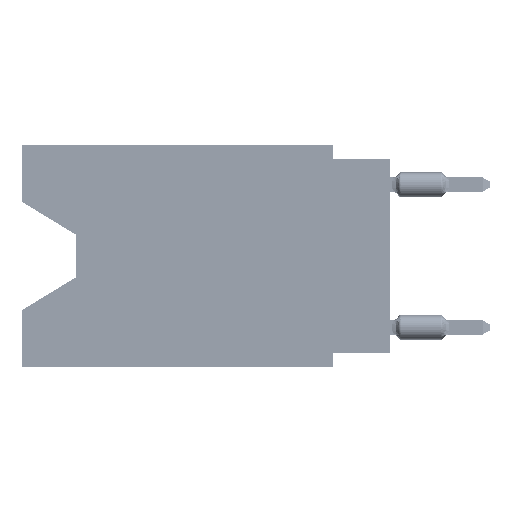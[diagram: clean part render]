
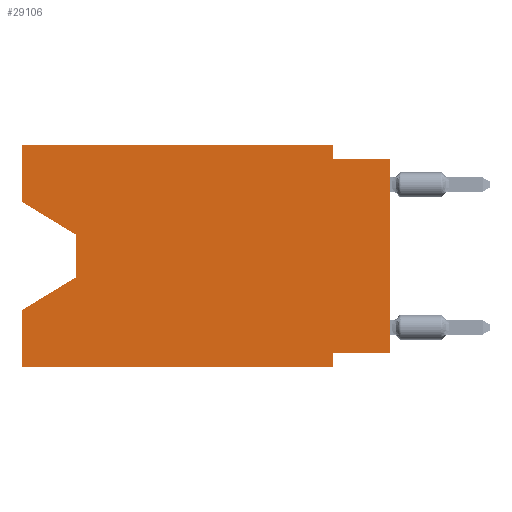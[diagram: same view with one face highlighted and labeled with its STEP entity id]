
A CAD part, left-side view. The second image highlights one B-rep face of the part: STEP entity #29106.
In plain terms, the highlighted planar face has unit normal (-1, 0, 0).
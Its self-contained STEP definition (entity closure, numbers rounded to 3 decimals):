
#223 = CARTESIAN_POINT ( 'NONE',  ( 0., 2.54, 0. ) ) ;
#937 = LINE ( 'NONE', #72604, #6858 ) ;
#956 = EDGE_CURVE ( 'NONE', #8483, #34922, #70836, .T. ) ;
#4311 = ORIENTED_EDGE ( 'NONE', *, *, #42279, .T. ) ;
#5633 = DIRECTION ( 'NONE',  ( 1., 0., 0. ) ) ;
#6060 = DIRECTION ( 'NONE',  ( 0., 0., -1. ) ) ;
#6858 = VECTOR ( 'NONE', #20035, 1000. ) ;
#7341 = EDGE_CURVE ( 'NONE', #43776, #76502, #70185, .T. ) ;
#7915 = LINE ( 'NONE', #13129, #70496 ) ;
#8257 = VERTEX_POINT ( 'NONE', #32454 ) ;
#8483 = VERTEX_POINT ( 'NONE', #60673 ) ;
#9193 = DIRECTION ( 'NONE',  ( 0., 0., -1. ) ) ;
#10883 = CARTESIAN_POINT ( 'NONE',  ( 0., 16.383, 0. ) ) ;
#10937 = VERTEX_POINT ( 'NONE', #59959 ) ;
#11674 = ORIENTED_EDGE ( 'NONE', *, *, #57520, .F. ) ;
#12959 = ORIENTED_EDGE ( 'NONE', *, *, #62378, .F. ) ;
#13129 = CARTESIAN_POINT ( 'NONE',  ( 0., 16.383, -9.906 ) ) ;
#14551 = CARTESIAN_POINT ( 'NONE',  ( 0., 0., -9.271 ) ) ;
#14623 = LINE ( 'NONE', #34573, #48240 ) ;
#15909 = CARTESIAN_POINT ( 'NONE',  ( 0., 16.383, 0. ) ) ;
#17251 = VECTOR ( 'NONE', #27563, 1000. ) ;
#18438 = VERTEX_POINT ( 'NONE', #20721 ) ;
#19941 = CARTESIAN_POINT ( 'NONE',  ( 0., 16.383, -2.546 ) ) ;
#20035 = DIRECTION ( 'NONE',  ( 0., -0.855, -0.519 ) ) ;
#20393 = VECTOR ( 'NONE', #26379, 1000. ) ;
#20721 = CARTESIAN_POINT ( 'NONE',  ( 0., 0., -0.635 ) ) ;
#24918 = CARTESIAN_POINT ( 'NONE',  ( 0., 13.97, -4.013 ) ) ;
#25140 = CARTESIAN_POINT ( 'NONE',  ( 0., 16.383, -7.36 ) ) ;
#25387 = EDGE_CURVE ( 'NONE', #34412, #8483, #78955, .T. ) ;
#25493 = EDGE_CURVE ( 'NONE', #69289, #10937, #14623, .T. ) ;
#25521 = DIRECTION ( 'NONE',  ( 0., 0., -1. ) ) ;
#26305 = VECTOR ( 'NONE', #9193, 1000. ) ;
#26379 = DIRECTION ( 'NONE',  ( 0., 0., 1. ) ) ;
#27563 = DIRECTION ( 'NONE',  ( 0., -1., 0. ) ) ;
#27902 = DIRECTION ( 'NONE',  ( 0., 0., -1. ) ) ;
#28719 = ORIENTED_EDGE ( 'NONE', *, *, #7341, .F. ) ;
#29106 = ADVANCED_FACE ( 'NONE', ( #39453 ), #59881, .F. ) ;
#31612 = CARTESIAN_POINT ( 'NONE',  ( 0., 0., 0. ) ) ;
#32454 = CARTESIAN_POINT ( 'NONE',  ( 0., 2.54, -9.906 ) ) ;
#32735 = CARTESIAN_POINT ( 'NONE',  ( 0., 16.383, 0. ) ) ;
#32948 = CARTESIAN_POINT ( 'NONE',  ( 0., 16.383, 0. ) ) ;
#34412 = VERTEX_POINT ( 'NONE', #24918 ) ;
#34573 = CARTESIAN_POINT ( 'NONE',  ( 0., 0., -9.271 ) ) ;
#34922 = VERTEX_POINT ( 'NONE', #25140 ) ;
#35732 = VECTOR ( 'NONE', #25521, 1000. ) ;
#36507 = CARTESIAN_POINT ( 'NONE',  ( 0., 13.97, -5.893 ) ) ;
#37128 = DIRECTION ( 'NONE',  ( 0., 0., 1. ) ) ;
#38258 = ORIENTED_EDGE ( 'NONE', *, *, #74412, .F. ) ;
#38890 = ORIENTED_EDGE ( 'NONE', *, *, #25387, .T. ) ;
#39384 = LINE ( 'NONE', #32735, #84281 ) ;
#39453 = FACE_OUTER_BOUND ( 'NONE', #48006, .T. ) ;
#41592 = ORIENTED_EDGE ( 'NONE', *, *, #51235, .T. ) ;
#42279 = EDGE_CURVE ( 'NONE', #43776, #34412, #937, .T. ) ;
#43477 = CARTESIAN_POINT ( 'NONE',  ( 0., 16.383, -9.906 ) ) ;
#43776 = VERTEX_POINT ( 'NONE', #19941 ) ;
#46324 = LINE ( 'NONE', #31612, #20393 ) ;
#47414 = CARTESIAN_POINT ( 'NONE',  ( 0., 2.54, 0. ) ) ;
#47973 = VERTEX_POINT ( 'NONE', #43477 ) ;
#48006 = EDGE_LOOP ( 'NONE', ( #4311, #38890, #74814, #80201, #69486, #12959, #84002, #41592, #78670, #38258, #11674, #28719 ) ) ;
#48240 = VECTOR ( 'NONE', #61514, 1000. ) ;
#49466 = EDGE_CURVE ( 'NONE', #55654, #18438, #59713, .T. ) ;
#49538 = DIRECTION ( 'NONE',  ( 0., 0.855, -0.519 ) ) ;
#51235 = EDGE_CURVE ( 'NONE', #69289, #18438, #46324, .T. ) ;
#51804 = VERTEX_POINT ( 'NONE', #223 ) ;
#52257 = EDGE_CURVE ( 'NONE', #47973, #8257, #7915, .T. ) ;
#52338 = CARTESIAN_POINT ( 'NONE',  ( 0., 0., -0.635 ) ) ;
#55489 = VECTOR ( 'NONE', #49538, 1000. ) ;
#55654 = VERTEX_POINT ( 'NONE', #74211 ) ;
#57520 = EDGE_CURVE ( 'NONE', #76502, #51804, #85335, .T. ) ;
#59713 = LINE ( 'NONE', #52338, #17251 ) ;
#59881 = PLANE ( 'NONE',  #67797 ) ;
#59959 = CARTESIAN_POINT ( 'NONE',  ( 0., 2.54, -9.271 ) ) ;
#60673 = CARTESIAN_POINT ( 'NONE',  ( 0., 13.97, -5.893 ) ) ;
#60887 = DIRECTION ( 'NONE',  ( 0., -1., 0. ) ) ;
#61514 = DIRECTION ( 'NONE',  ( 0., 1., 0. ) ) ;
#61721 = CARTESIAN_POINT ( 'NONE',  ( 0., 2.54, -9.906 ) ) ;
#62152 = LINE ( 'NONE', #61721, #26305 ) ;
#62378 = EDGE_CURVE ( 'NONE', #10937, #8257, #62152, .T. ) ;
#65933 = VECTOR ( 'NONE', #37128, 1000. ) ;
#66632 = CARTESIAN_POINT ( 'NONE',  ( 0., 16.383, 0. ) ) ;
#67015 = LINE ( 'NONE', #47414, #81177 ) ;
#67797 = AXIS2_PLACEMENT_3D ( 'NONE', #32948, #5633, #6060 ) ;
#69289 = VERTEX_POINT ( 'NONE', #14551 ) ;
#69486 = ORIENTED_EDGE ( 'NONE', *, *, #52257, .T. ) ;
#70185 = LINE ( 'NONE', #15909, #65933 ) ;
#70496 = VECTOR ( 'NONE', #60887, 1000. ) ;
#70836 = LINE ( 'NONE', #36507, #55489 ) ;
#72604 = CARTESIAN_POINT ( 'NONE',  ( 0., 16.383, -2.546 ) ) ;
#73718 = CARTESIAN_POINT ( 'NONE',  ( 0., 13.97, -4.013 ) ) ;
#74211 = CARTESIAN_POINT ( 'NONE',  ( 0., 2.54, -0.635 ) ) ;
#74412 = EDGE_CURVE ( 'NONE', #51804, #55654, #67015, .T. ) ;
#74814 = ORIENTED_EDGE ( 'NONE', *, *, #956, .T. ) ;
#76502 = VERTEX_POINT ( 'NONE', #10883 ) ;
#78333 = EDGE_CURVE ( 'NONE', #47973, #34922, #39384, .T. ) ;
#78384 = DIRECTION ( 'NONE',  ( 0., -1., 0. ) ) ;
#78670 = ORIENTED_EDGE ( 'NONE', *, *, #49466, .F. ) ;
#78955 = LINE ( 'NONE', #73718, #35732 ) ;
#79225 = DIRECTION ( 'NONE',  ( 0., 0., 1. ) ) ;
#79891 = VECTOR ( 'NONE', #78384, 1000. ) ;
#80201 = ORIENTED_EDGE ( 'NONE', *, *, #78333, .F. ) ;
#81177 = VECTOR ( 'NONE', #27902, 1000. ) ;
#84002 = ORIENTED_EDGE ( 'NONE', *, *, #25493, .F. ) ;
#84281 = VECTOR ( 'NONE', #79225, 1000. ) ;
#85335 = LINE ( 'NONE', #66632, #79891 ) ;
